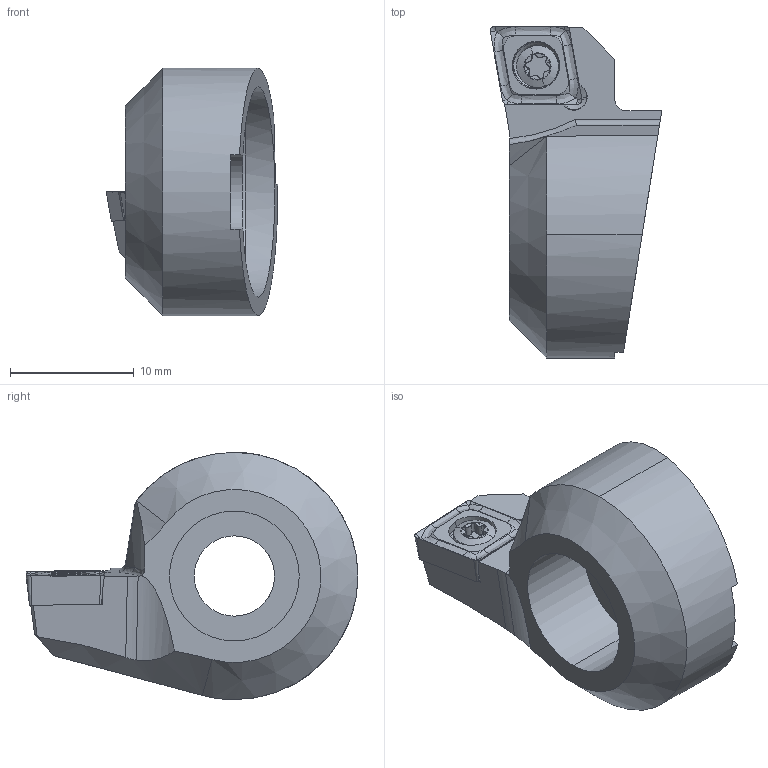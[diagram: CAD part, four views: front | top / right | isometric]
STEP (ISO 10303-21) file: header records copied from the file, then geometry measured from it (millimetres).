
FILE_DESCRIPTION (( 'STEP AP203' ), '1' );
FILE_NAME ('R48-FBHS-06.STEP', '2018-02-27T07:23:26', ( 'SWIAdmin' ), ( 'Hewlett-Packard Company' ), 'SwSTEP 2.0', 'SolidWorks 2017', '' );
FILE_SCHEMA (( 'CONFIG_CONTROL_DESIGN' ));
Length unit declared in the file: millimetre
Products named in the file (4): F32-WCA.001.011_C_fertigbearbeitet; CCMT060204; WCA-ER2.001.006_A; R48-FBHS-06
Assembly tree (3 placements, depth 2):
  R48-FBHS-06
    F32-WCA.001.011_C_fertigbearbeitet
    CCMT060204
    WCA-ER2.001.006_A
Bounding box: 13.86 x 26.85 x 20 mm (x, y, z)
Volume: 2542.3 mm3; surface area: 1914.7 mm2
Topology: 3 solids, 3 shells, 134 faces, 342 edges, 211 vertices
Faces by surface type: cylinder 42, plane 38, cone 27, torus 13, bspline 12, sphere 2
Entity records: 4744 total; most frequent: CARTESIAN_POINT 1279, ORIENTED_EDGE 676, DIRECTION 612, EDGE_CURVE 338, AXIS2_PLACEMENT_3D 240, VERTEX_POINT 211, EDGE_LOOP 141, ADVANCED_FACE 134
